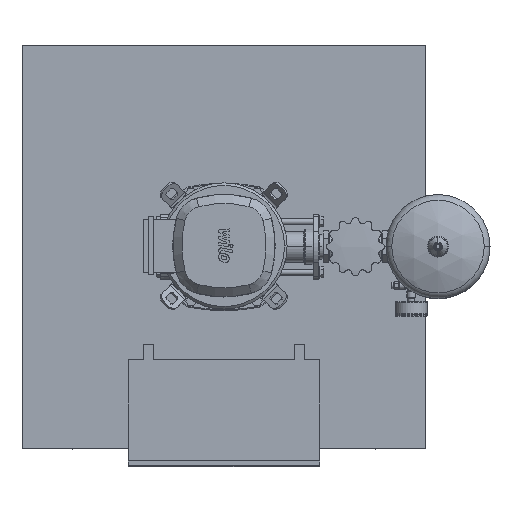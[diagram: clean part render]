
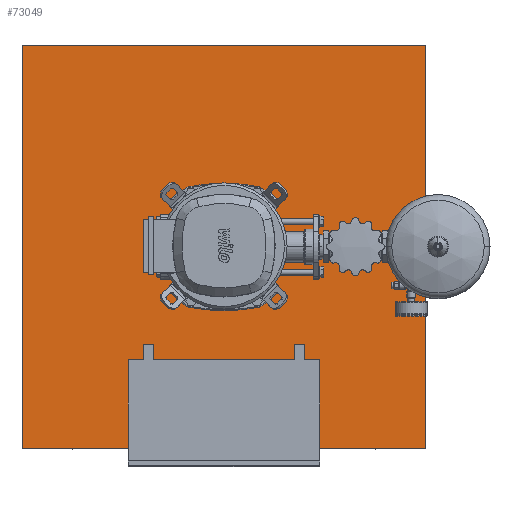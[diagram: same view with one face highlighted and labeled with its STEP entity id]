
A CAD part, top view. The second image highlights one B-rep face of the part: STEP entity #73049.
In plain terms, the highlighted planar face has unit normal (0, 0, 1).
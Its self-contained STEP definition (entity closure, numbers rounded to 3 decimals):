
#73010=CARTESIAN_POINT('',(-400.0,0.,125.0));
#73011=DIRECTION('',(0.0,0.0,1.0));
#73012=DIRECTION('',(0.0,-1.0,0.0));
#73013=AXIS2_PLACEMENT_3D('',#73010,#73011,#73012);
#73014=PLANE('',#73013);
#73015=CARTESIAN_POINT('',(400.0,-400.0,125.));
#73016=VERTEX_POINT('',#73015);
#73017=CARTESIAN_POINT('',(400.0,400.0,125.));
#73018=VERTEX_POINT('',#73017);
#73019=CARTESIAN_POINT('',(400.0,-400.0,125.));
#73020=DIRECTION('',(0.0,1.0,0.0));
#73021=VECTOR('',#73020,800.0);
#73022=LINE('',#73019,#73021);
#73023=EDGE_CURVE('',#73016,#73018,#73022,.T.);
#73024=ORIENTED_EDGE('',*,*,#73023,.T.);
#73025=CARTESIAN_POINT('',(-400.0,400.0,125.));
#73026=VERTEX_POINT('',#73025);
#73027=CARTESIAN_POINT('',(-400.0,400.0,125.));
#73028=DIRECTION('',(1.0,0.0,0.0));
#73029=VECTOR('',#73028,800.0);
#73030=LINE('',#73027,#73029);
#73031=EDGE_CURVE('',#73026,#73018,#73030,.T.);
#73032=ORIENTED_EDGE('',*,*,#73031,.F.);
#73033=CARTESIAN_POINT('',(-400.0,-400.0,125.));
#73034=VERTEX_POINT('',#73033);
#73035=CARTESIAN_POINT('',(-400.0,400.0,125.));
#73036=DIRECTION('',(0.0,-1.0,0.0));
#73037=VECTOR('',#73036,800.0);
#73038=LINE('',#73035,#73037);
#73039=EDGE_CURVE('',#73026,#73034,#73038,.T.);
#73040=ORIENTED_EDGE('',*,*,#73039,.T.);
#73041=CARTESIAN_POINT('',(-400.0,-400.0,125.));
#73042=DIRECTION('',(1.0,0.0,0.0));
#73043=VECTOR('',#73042,800.0);
#73044=LINE('',#73041,#73043);
#73045=EDGE_CURVE('',#73034,#73016,#73044,.T.);
#73046=ORIENTED_EDGE('',*,*,#73045,.T.);
#73047=EDGE_LOOP('',(#73024,#73032,#73040,#73046));
#73048=FACE_OUTER_BOUND('',#73047,.T.);
#73049=ADVANCED_FACE('',(#73048),#73014,.T.);
